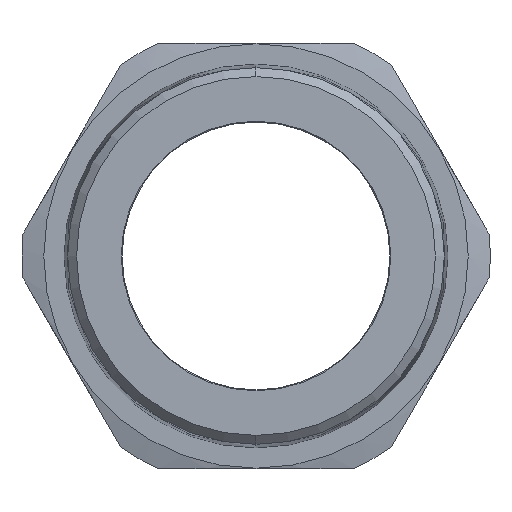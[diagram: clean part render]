
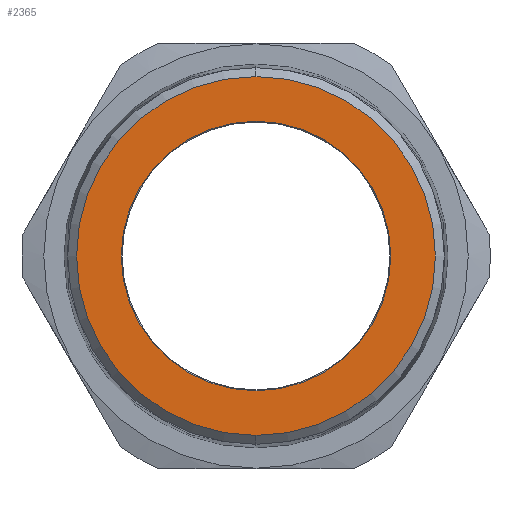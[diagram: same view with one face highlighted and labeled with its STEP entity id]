
A CAD part, left-side view. The second image highlights one B-rep face of the part: STEP entity #2365.
In plain terms, the highlighted planar face has unit normal (-1, 0, 0).
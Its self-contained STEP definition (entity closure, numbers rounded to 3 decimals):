
#3 = CIRCLE ( 'NONE', #2454, 40.212 ) ;
#80 = DIRECTION ( 'NONE',  ( 0., 0., 1. ) ) ;
#129 = EDGE_CURVE ( 'NONE', #1656, #1977, #598, .T. ) ;
#179 = EDGE_CURVE ( 'NONE', #2732, #1193, #1000, .T. ) ;
#333 = ORIENTED_EDGE ( 'NONE', *, *, #179, .T. ) ;
#457 = CARTESIAN_POINT ( 'NONE',  ( -81.3, 0., 0. ) ) ;
#598 = CIRCLE ( 'NONE', #1555, 53.534 ) ;
#743 = AXIS2_PLACEMENT_3D ( 'NONE', #3193, #3229, #80 ) ;
#902 = DIRECTION ( 'NONE',  ( -1., 0., 0. ) ) ;
#926 = CARTESIAN_POINT ( 'NONE',  ( -81.3, 0., -40.212 ) ) ;
#941 = PLANE ( 'NONE',  #3287 ) ;
#959 = DIRECTION ( 'NONE',  ( 0., 0., 1. ) ) ;
#1000 = CIRCLE ( 'NONE', #2194, 40.212 ) ;
#1045 = EDGE_CURVE ( 'NONE', #1977, #1656, #3251, .T. ) ;
#1193 = VERTEX_POINT ( 'NONE', #926 ) ;
#1264 = DIRECTION ( 'NONE',  ( 1., 0., 0. ) ) ;
#1265 = CARTESIAN_POINT ( 'NONE',  ( -81.3, 0., 0. ) ) ;
#1275 = CARTESIAN_POINT ( 'NONE',  ( -81.3, 0., 0. ) ) ;
#1382 = EDGE_LOOP ( 'NONE', ( #3045, #1923 ) ) ;
#1386 = CARTESIAN_POINT ( 'NONE',  ( -81.3, 0., 53.534 ) ) ;
#1555 = AXIS2_PLACEMENT_3D ( 'NONE', #457, #3334, #2554 ) ;
#1656 = VERTEX_POINT ( 'NONE', #2233 ) ;
#1783 = DIRECTION ( 'NONE',  ( 1., 0., 0. ) ) ;
#1923 = ORIENTED_EDGE ( 'NONE', *, *, #1045, .T. ) ;
#1977 = VERTEX_POINT ( 'NONE', #1386 ) ;
#2194 = AXIS2_PLACEMENT_3D ( 'NONE', #1275, #1264, #2336 ) ;
#2204 = FACE_BOUND ( 'NONE', #2833, .T. ) ;
#2233 = CARTESIAN_POINT ( 'NONE',  ( -81.3, 0., -53.534 ) ) ;
#2240 = CARTESIAN_POINT ( 'NONE',  ( -81.3, 0., 40.212 ) ) ;
#2336 = DIRECTION ( 'NONE',  ( 0., 0., 1. ) ) ;
#2365 = ADVANCED_FACE ( 'NONE', ( #2204, #3198 ), #941, .T. ) ;
#2454 = AXIS2_PLACEMENT_3D ( 'NONE', #1265, #1783, #959 ) ;
#2554 = DIRECTION ( 'NONE',  ( 0., 0., 1. ) ) ;
#2732 = VERTEX_POINT ( 'NONE', #2240 ) ;
#2819 = EDGE_CURVE ( 'NONE', #1193, #2732, #3, .T. ) ;
#2833 = EDGE_LOOP ( 'NONE', ( #333, #3009 ) ) ;
#2999 = DIRECTION ( 'NONE',  ( 0., 0., 1. ) ) ;
#3009 = ORIENTED_EDGE ( 'NONE', *, *, #2819, .T. ) ;
#3035 = CARTESIAN_POINT ( 'NONE',  ( -81.3, 0., 0. ) ) ;
#3045 = ORIENTED_EDGE ( 'NONE', *, *, #129, .T. ) ;
#3193 = CARTESIAN_POINT ( 'NONE',  ( -81.3, 0., 0. ) ) ;
#3198 = FACE_OUTER_BOUND ( 'NONE', #1382, .T. ) ;
#3229 = DIRECTION ( 'NONE',  ( -1., 0., 0. ) ) ;
#3251 = CIRCLE ( 'NONE', #743, 53.534 ) ;
#3287 = AXIS2_PLACEMENT_3D ( 'NONE', #3035, #902, #2999 ) ;
#3334 = DIRECTION ( 'NONE',  ( -1., 0., 0. ) ) ;
